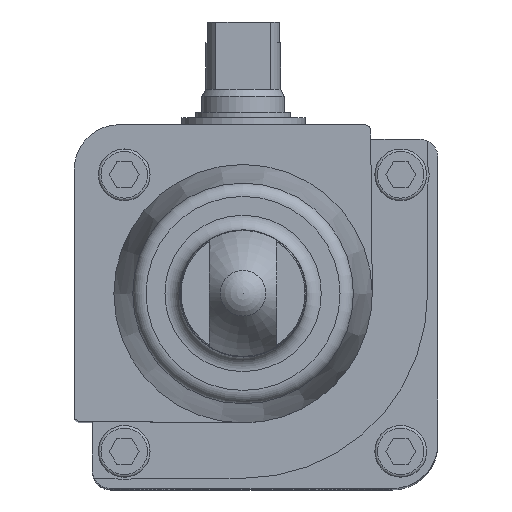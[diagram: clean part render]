
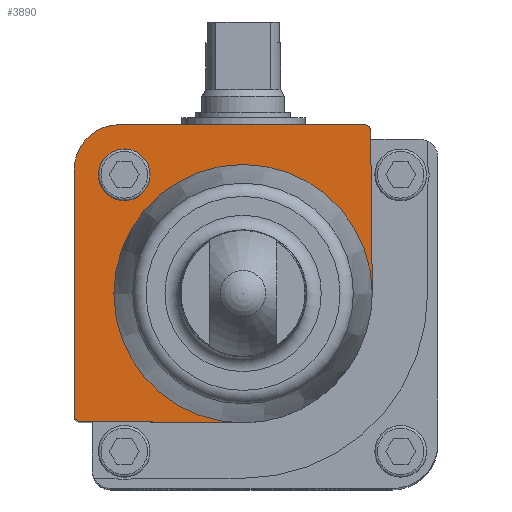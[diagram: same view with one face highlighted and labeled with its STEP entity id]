
A CAD part, top view. The second image highlights one B-rep face of the part: STEP entity #3890.
In plain terms, the highlighted planar face has unit normal (0, 0, 1).
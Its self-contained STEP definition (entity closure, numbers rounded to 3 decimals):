
#135=PLANE('',#4200);
#319=LINE('',#6018,#643);
#320=LINE('',#6023,#644);
#321=LINE('',#6025,#645);
#322=LINE('',#6029,#646);
#323=LINE('',#6033,#647);
#324=LINE('',#6037,#648);
#643=VECTOR('',#4741,1000.);
#644=VECTOR('',#4744,1000.);
#645=VECTOR('',#4745,1000.);
#646=VECTOR('',#4748,1000.);
#647=VECTOR('',#4751,1000.);
#648=VECTOR('',#4754,1000.);
#1007=ORIENTED_EDGE('',*,*,#2033,.T.);
#1008=ORIENTED_EDGE('',*,*,#2034,.F.);
#1009=ORIENTED_EDGE('',*,*,#2035,.T.);
#1010=ORIENTED_EDGE('',*,*,#2036,.F.);
#1011=ORIENTED_EDGE('',*,*,#2037,.T.);
#1012=ORIENTED_EDGE('',*,*,#2038,.T.);
#1013=ORIENTED_EDGE('',*,*,#2039,.T.);
#1014=ORIENTED_EDGE('',*,*,#2040,.T.);
#1015=ORIENTED_EDGE('',*,*,#2041,.T.);
#1016=ORIENTED_EDGE('',*,*,#2042,.T.);
#1017=ORIENTED_EDGE('',*,*,#2043,.T.);
#2033=EDGE_CURVE('',#2542,#2542,#2886,.T.);
#2034=EDGE_CURVE('',#2543,#2544,#319,.T.);
#2035=EDGE_CURVE('',#2543,#2545,#2887,.T.);
#2036=EDGE_CURVE('',#2546,#2545,#320,.T.);
#2037=EDGE_CURVE('',#2546,#2547,#321,.T.);
#2038=EDGE_CURVE('',#2547,#2548,#2888,.T.);
#2039=EDGE_CURVE('',#2548,#2549,#322,.T.);
#2040=EDGE_CURVE('',#2549,#2550,#2889,.T.);
#2041=EDGE_CURVE('',#2550,#2551,#323,.T.);
#2042=EDGE_CURVE('',#2551,#2552,#2890,.T.);
#2043=EDGE_CURVE('',#2552,#2544,#324,.T.);
#2542=VERTEX_POINT('',#6017);
#2543=VERTEX_POINT('',#6019);
#2544=VERTEX_POINT('',#6020);
#2545=VERTEX_POINT('',#6022);
#2546=VERTEX_POINT('',#6024);
#2547=VERTEX_POINT('',#6026);
#2548=VERTEX_POINT('',#6028);
#2549=VERTEX_POINT('',#6030);
#2550=VERTEX_POINT('',#6032);
#2551=VERTEX_POINT('',#6034);
#2552=VERTEX_POINT('',#6036);
#2886=CIRCLE('',#4201,5.);
#2887=CIRCLE('',#4202,25.);
#2888=CIRCLE('',#4203,1.184);
#2889=CIRCLE('',#4204,8.8);
#2890=CIRCLE('',#4205,1.184);
#3064=EDGE_LOOP('',(#1007));
#3065=EDGE_LOOP('',(#1008,#1009,#1010,#1011,#1012,#1013,#1014,#1015,#1016,
#1017));
#3440=FACE_BOUND('',#3064,.T.);
#3441=FACE_BOUND('',#3065,.T.);
#3890=ADVANCED_FACE('',(#3440,#3441),#135,.T.);
#4200=AXIS2_PLACEMENT_3D('',#6015,#4737,#4738);
#4201=AXIS2_PLACEMENT_3D('',#6016,#4739,#4740);
#4202=AXIS2_PLACEMENT_3D('',#6021,#4742,#4743);
#4203=AXIS2_PLACEMENT_3D('',#6027,#4746,#4747);
#4204=AXIS2_PLACEMENT_3D('',#6031,#4749,#4750);
#4205=AXIS2_PLACEMENT_3D('',#6035,#4752,#4753);
#4737=DIRECTION('',(0.,0.,1.));
#4738=DIRECTION('',(1.,0.,0.));
#4739=DIRECTION('',(0.,0.,-1.));
#4740=DIRECTION('',(-1.,0.,0.));
#4741=DIRECTION('',(-1.,0.01,0.));
#4742=DIRECTION('',(0.,0.,-1.));
#4743=DIRECTION('',(-1.,0.,0.));
#4744=DIRECTION('',(0.01,-1.,0.));
#4745=DIRECTION('',(0.,1.,0.));
#4746=DIRECTION('',(0.,0.,1.));
#4747=DIRECTION('',(1.,0.,0.));
#4748=DIRECTION('',(-1.,0.,0.));
#4749=DIRECTION('',(0.,0.,1.));
#4750=DIRECTION('',(1.,0.,0.));
#4751=DIRECTION('',(0.,-1.,0.));
#4752=DIRECTION('',(0.,0.,1.));
#4753=DIRECTION('',(1.,0.,0.));
#4754=DIRECTION('',(1.,0.,0.));
#6015=CARTESIAN_POINT('',(-31.516,-23.516,79.6));
#6016=CARTESIAN_POINT('',(-23.,23.,79.6));
#6017=CARTESIAN_POINT('',(-28.,23.,79.6));
#6018=CARTESIAN_POINT('',(-0.258,-24.999,79.6));
#6019=CARTESIAN_POINT('',(-0.258,-24.999,79.6));
#6020=CARTESIAN_POINT('',(-29.18,-24.7,79.6));
#6021=CARTESIAN_POINT('',(0.,0.,79.6));
#6022=CARTESIAN_POINT('',(24.999,0.252,79.6));
#6023=CARTESIAN_POINT('',(24.7,29.884,79.6));
#6024=CARTESIAN_POINT('',(24.7,29.884,79.6));
#6025=CARTESIAN_POINT('',(24.7,29.884,79.6));
#6026=CARTESIAN_POINT('',(24.7,31.516,79.6));
#6027=CARTESIAN_POINT('',(23.516,31.516,79.6));
#6028=CARTESIAN_POINT('',(23.516,32.7,79.6));
#6029=CARTESIAN_POINT('',(23.516,32.7,79.6));
#6030=CARTESIAN_POINT('',(-23.9,32.7,79.6));
#6031=CARTESIAN_POINT('',(-23.9,23.9,79.6));
#6032=CARTESIAN_POINT('',(-32.7,23.9,79.6));
#6033=CARTESIAN_POINT('',(-32.7,23.9,79.6));
#6034=CARTESIAN_POINT('',(-32.7,-23.516,79.6));
#6035=CARTESIAN_POINT('',(-31.516,-23.516,79.6));
#6036=CARTESIAN_POINT('',(-31.516,-24.7,79.6));
#6037=CARTESIAN_POINT('',(-31.516,-24.7,79.6));
